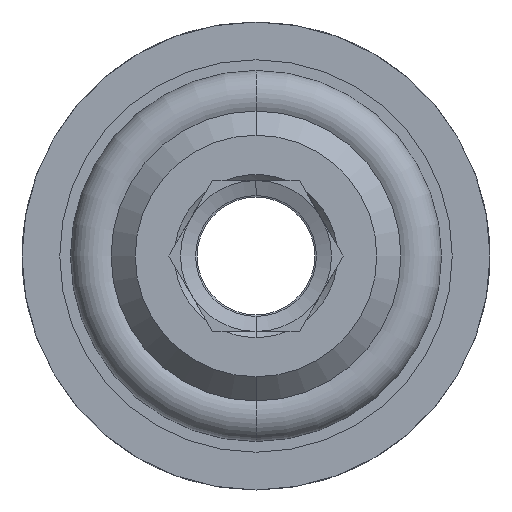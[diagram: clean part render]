
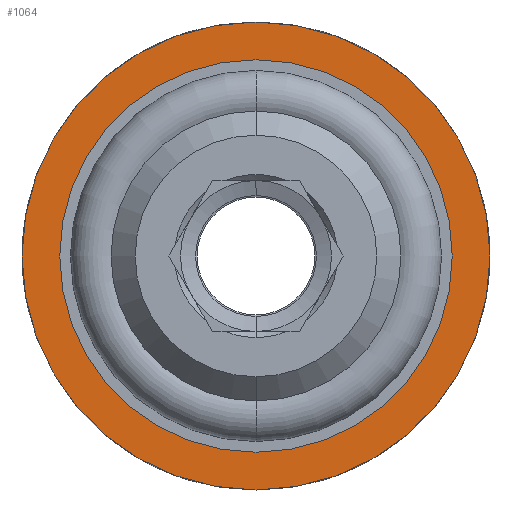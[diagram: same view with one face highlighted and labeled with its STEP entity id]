
A CAD part, front view. The second image highlights one B-rep face of the part: STEP entity #1064.
In plain terms, the highlighted planar face has unit normal (0, -1, 0).
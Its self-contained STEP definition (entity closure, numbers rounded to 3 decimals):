
#6 = CIRCLE ( 'NONE', #27, 7.75 ) ;
#9 = DIRECTION ( 'NONE',  ( 0., 0., -1. ) ) ;
#10 = DIRECTION ( 'NONE',  ( 0., -1., 0. ) ) ;
#11 = CARTESIAN_POINT ( 'NONE',  ( 0., 6., 0. ) ) ;
#12 = AXIS2_PLACEMENT_3D ( 'NONE', #11, #10, #9 ) ;
#21 = CIRCLE ( 'NONE', #12, 6.5 ) ;
#22 = DIRECTION ( 'NONE',  ( 0., 0., -1. ) ) ;
#24 = DIRECTION ( 'NONE',  ( 0., 0., -1. ) ) ;
#25 = DIRECTION ( 'NONE',  ( 0., -1., 0. ) ) ;
#26 = CARTESIAN_POINT ( 'NONE',  ( 0., 6., 0. ) ) ;
#27 = AXIS2_PLACEMENT_3D ( 'NONE', #26, #25, #24 ) ;
#53 = FACE_OUTER_BOUND ( 'NONE', #1065, .T. ) ;
#57 = AXIS2_PLACEMENT_3D ( 'NONE', #86, #85, #22 ) ;
#58 = FACE_BOUND ( 'NONE', #1068, .T. ) ;
#84 = PLANE ( 'NONE',  #57 ) ;
#85 = DIRECTION ( 'NONE',  ( 0., -1., 0. ) ) ;
#86 = CARTESIAN_POINT ( 'NONE',  ( 7.75, 6., 0. ) ) ;
#693 = VERTEX_POINT ( 'NONE', #1522 ) ;
#696 = EDGE_CURVE ( 'NONE', #708, #693, #1519, .T. ) ;
#708 = VERTEX_POINT ( 'NONE', #1552 ) ;
#738 = EDGE_CURVE ( 'NONE', #744, #793, #1463, .T. ) ;
#744 = VERTEX_POINT ( 'NONE', #1450 ) ;
#793 = VERTEX_POINT ( 'NONE', #1638 ) ;
#1057 = EDGE_CURVE ( 'NONE', #693, #708, #6, .T. ) ;
#1064 = ADVANCED_FACE ( 'NONE', ( #53, #58 ), #84, .T. ) ;
#1065 = EDGE_LOOP ( 'NONE', ( #1066, #1067 ) ) ;
#1066 = ORIENTED_EDGE ( 'NONE', *, *, #696, .T. ) ;
#1067 = ORIENTED_EDGE ( 'NONE', *, *, #1057, .T. ) ;
#1068 = EDGE_LOOP ( 'NONE', ( #1069, #1071 ) ) ;
#1069 = ORIENTED_EDGE ( 'NONE', *, *, #1070, .F. ) ;
#1070 = EDGE_CURVE ( 'NONE', #793, #744, #21, .T. ) ;
#1071 = ORIENTED_EDGE ( 'NONE', *, *, #738, .F. ) ;
#1450 = CARTESIAN_POINT ( 'NONE',  ( 0., 6., 6.5 ) ) ;
#1459 = DIRECTION ( 'NONE',  ( 0., 0., -1. ) ) ;
#1460 = DIRECTION ( 'NONE',  ( 0., -1., 0. ) ) ;
#1461 = CARTESIAN_POINT ( 'NONE',  ( 0., 6., 0. ) ) ;
#1462 = AXIS2_PLACEMENT_3D ( 'NONE', #1461, #1460, #1459 ) ;
#1463 = CIRCLE ( 'NONE', #1462, 6.5 ) ;
#1515 = DIRECTION ( 'NONE',  ( 0., 0., -1. ) ) ;
#1516 = DIRECTION ( 'NONE',  ( 0., -1., 0. ) ) ;
#1517 = CARTESIAN_POINT ( 'NONE',  ( 0., 6., 0. ) ) ;
#1518 = AXIS2_PLACEMENT_3D ( 'NONE', #1517, #1516, #1515 ) ;
#1519 = CIRCLE ( 'NONE', #1518, 7.75 ) ;
#1522 = CARTESIAN_POINT ( 'NONE',  ( 0., 6., 7.75 ) ) ;
#1552 = CARTESIAN_POINT ( 'NONE',  ( 0., 6., -7.75 ) ) ;
#1638 = CARTESIAN_POINT ( 'NONE',  ( 0., 6., -6.5 ) ) ;
